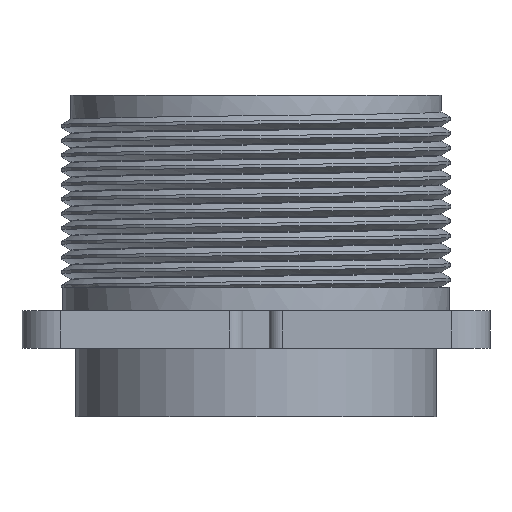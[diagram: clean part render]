
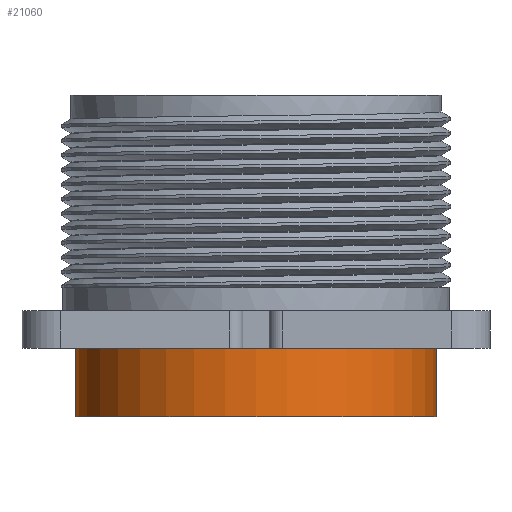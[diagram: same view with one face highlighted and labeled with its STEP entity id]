
A CAD part, front view. The second image highlights one B-rep face of the part: STEP entity #21060.
In plain terms, the highlighted cylindrical face has radius 17.399 mm (diameter 34.798 mm), a partial arc.
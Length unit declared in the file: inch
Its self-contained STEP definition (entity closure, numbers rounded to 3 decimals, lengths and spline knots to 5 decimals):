
#1195 = CARTESIAN_POINT ( 'NONE',  ( 0.685, 0., -0.962 ) ) ;
#1284 = DIRECTION ( 'NONE',  ( 1., 0., 0. ) ) ;
#1444 = CARTESIAN_POINT ( 'NONE',  ( 0., 0., 0. ) ) ;
#2093 = EDGE_CURVE ( 'NONE', #30563, #33458, #5568, .T. ) ;
#2419 = CARTESIAN_POINT ( 'NONE',  ( -0.685, 0., 0. ) ) ;
#2585 = DIRECTION ( 'NONE',  ( 0., 0., 1. ) ) ;
#2958 = CARTESIAN_POINT ( 'NONE',  ( -0.685, 0., -0.962 ) ) ;
#3290 = CYLINDRICAL_SURFACE ( 'NONE', #4491, 0.685 ) ;
#4452 = FACE_OUTER_BOUND ( 'NONE', #48062, .T. ) ;
#4491 = AXIS2_PLACEMENT_3D ( 'NONE', #1444, #24026, #1284 ) ;
#5568 = LINE ( 'NONE', #2419, #24458 ) ;
#7421 = DIRECTION ( 'NONE',  ( 0., 0., 1. ) ) ;
#8559 = VECTOR ( 'NONE', #45812, 39.37008 ) ;
#12975 = AXIS2_PLACEMENT_3D ( 'NONE', #29941, #7421, #33742 ) ;
#13586 = ORIENTED_EDGE ( 'NONE', *, *, #2093, .F. ) ;
#13775 = DIRECTION ( 'NONE',  ( 0., 0., 1. ) ) ;
#17689 = ORIENTED_EDGE ( 'NONE', *, *, #27496, .T. ) ;
#18141 = EDGE_CURVE ( 'NONE', #33458, #28476, #41220, .T. ) ;
#18589 = LINE ( 'NONE', #26873, #8559 ) ;
#19850 = VERTEX_POINT ( 'NONE', #43581 ) ;
#21060 = ADVANCED_FACE ( 'NONE', ( #4452 ), #3290, .T. ) ;
#22966 = EDGE_CURVE ( 'NONE', #30563, #19850, #25920, .T. ) ;
#24026 = DIRECTION ( 'NONE',  ( 0., 0., 1. ) ) ;
#24458 = VECTOR ( 'NONE', #13775, 39.37008 ) ;
#25165 = CARTESIAN_POINT ( 'NONE',  ( 0., 0., -1.223 ) ) ;
#25920 = CIRCLE ( 'NONE', #33571, 0.685 ) ;
#26873 = CARTESIAN_POINT ( 'NONE',  ( 0.685, 0., 0. ) ) ;
#27496 = EDGE_CURVE ( 'NONE', #19850, #28476, #18589, .T. ) ;
#28476 = VERTEX_POINT ( 'NONE', #1195 ) ;
#28931 = DIRECTION ( 'NONE',  ( 1., 0., 0. ) ) ;
#28935 = ORIENTED_EDGE ( 'NONE', *, *, #18141, .F. ) ;
#29941 = CARTESIAN_POINT ( 'NONE',  ( 0., 0., -0.962 ) ) ;
#30563 = VERTEX_POINT ( 'NONE', #43893 ) ;
#33458 = VERTEX_POINT ( 'NONE', #2958 ) ;
#33571 = AXIS2_PLACEMENT_3D ( 'NONE', #25165, #2585, #28931 ) ;
#33742 = DIRECTION ( 'NONE',  ( 1., 0., 0. ) ) ;
#40378 = ORIENTED_EDGE ( 'NONE', *, *, #22966, .T. ) ;
#41220 = CIRCLE ( 'NONE', #12975, 0.685 ) ;
#43581 = CARTESIAN_POINT ( 'NONE',  ( 0.685, 0., -1.223 ) ) ;
#43893 = CARTESIAN_POINT ( 'NONE',  ( -0.685, 0., -1.223 ) ) ;
#45812 = DIRECTION ( 'NONE',  ( 0., 0., 1. ) ) ;
#48062 = EDGE_LOOP ( 'NONE', ( #13586, #40378, #17689, #28935 ) ) ;
